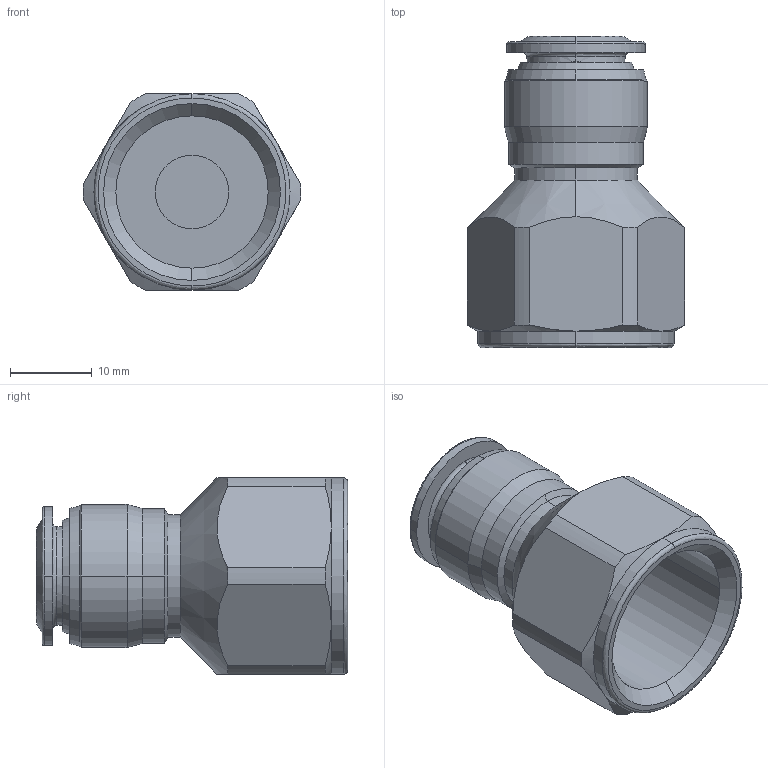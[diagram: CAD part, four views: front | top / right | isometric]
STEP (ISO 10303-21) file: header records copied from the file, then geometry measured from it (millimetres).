
FILE_DESCRIPTION(( 'MA.13.10.12.STEP' ), '1');
FILE_NAME( 'MA.13.10.12.STEP', '2021-02-22T11:45:39',( 'Sopra'),('sopra-pneumatic.com'), 'SwSTEP 2.0','SolidWorks 2009','' );
FILE_SCHEMA (( 'CONFIG_CONTROL_DESIGN' ));
Length unit declared in the file: millimetre
Products named in the file (1): MA.13A10.12
Bounding box: 26.59 x 38.1 x 24 mm (x, y, z)
Volume: 8218.1 mm3; surface area: 4541.8 mm2
Topology: 1 solids, 1 shells, 82 faces, 198 edges, 124 vertices
Faces by surface type: cylinder 26, cone 26, plane 22, bspline 8
Entity records: 3133 total; most frequent: CARTESIAN_POINT 1165, DIRECTION 406, ORIENTED_EDGE 396, EDGE_CURVE 198, AXIS2_PLACEMENT_3D 169, VERTEX_POINT 124, CIRCLE 94, EDGE_LOOP 92
